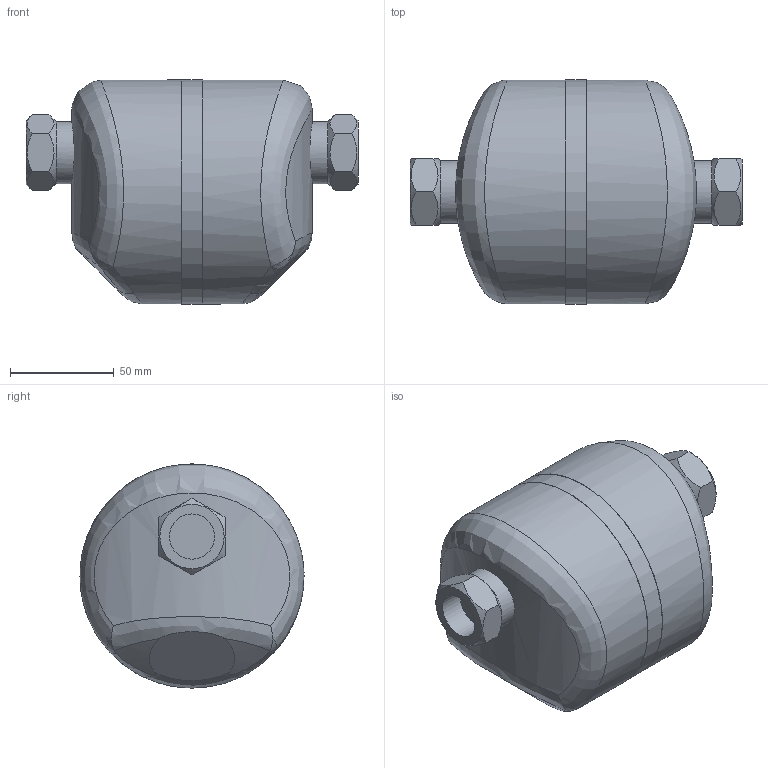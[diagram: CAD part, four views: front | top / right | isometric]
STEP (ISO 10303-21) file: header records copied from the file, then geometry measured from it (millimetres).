
FILE_DESCRIPTION((''),'2;1');
FILE_NAME('ss5nh-015-sw000-00.stp','2009-12-25T14:30:21',('nakaot'),(''),'Autodesk Inventor 2008','Autodesk Inventor 2008','');
FILE_SCHEMA(('AUTOMOTIVE_DESIGN { 1 0 10303 214 1 1 1 1 }'));
Length unit declared in the file: millimetre
Products named in the file (1): ss5nh-015-sw000-00
Bounding box: 160 x 108 x 108 mm (x, y, z)
Volume: 962634.7 mm3; surface area: 60522 mm2
Topology: 1 solids, 1 shells, 55 faces, 127 edges, 82 vertices
Faces by surface type: bspline 30, plane 13, cylinder 8, cone 4
Full cylindrical faces by diameter (mm): 21.8 x1, 30 x1, 100 x1, 108 x3
Entity records: 4508 total; most frequent: CARTESIAN_POINT 3543, ORIENTED_EDGE 220, DIRECTION 120, EDGE_CURVE 110, VERTEX_POINT 78, EDGE_LOOP 76, FACE_OUTER_BOUND 55, ADVANCED_FACE 55
